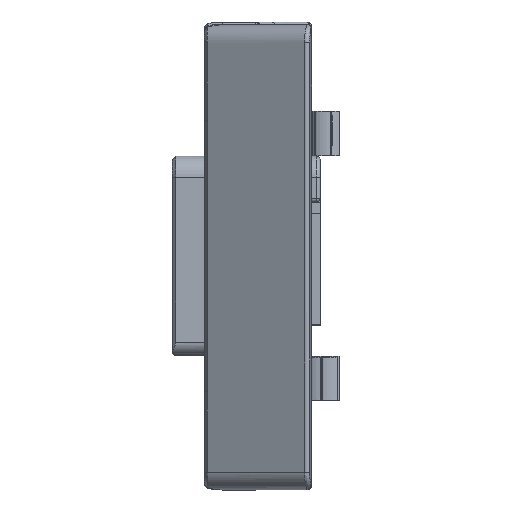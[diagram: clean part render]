
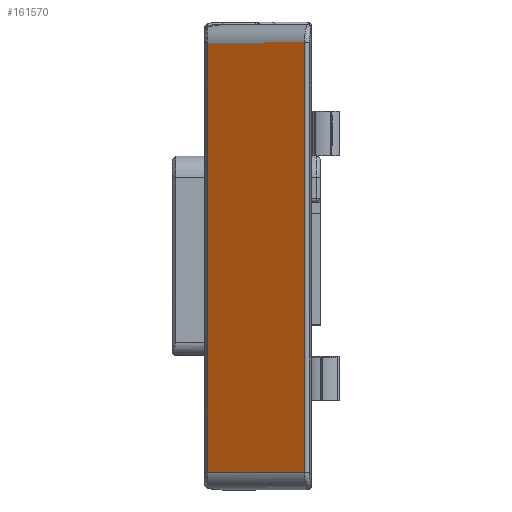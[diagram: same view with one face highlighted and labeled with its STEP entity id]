
A CAD part, top view. The second image highlights one B-rep face of the part: STEP entity #161570.
In plain terms, the highlighted face is planar.
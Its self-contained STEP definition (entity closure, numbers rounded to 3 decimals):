
#136140=CARTESIAN_POINT('',(52.041,303.591,
220.046));
#136150=VERTEX_POINT('',#136140);
#136240=CARTESIAN_POINT('',(52.041,406.477,
220.046));
#136250=VERTEX_POINT('',#136240);
#136280=CARTESIAN_POINT('',(52.041,381.815,
220.046));
#136290=DIRECTION('',(0.,1.,0.));
#136300=VECTOR('',#136290,1.695);
#136310=LINE('',#136280,#136300);
#136320=EDGE_CURVE('',#136150,#136250,#136310,.T.);
#148640=CARTESIAN_POINT('',(75.382,387.235,
206.975));
#148650=VERTEX_POINT('',#148640);
#148820=CARTESIAN_POINT('',(75.382,322.236,
206.975));
#148830=VERTEX_POINT('',#148820);
#148860=CARTESIAN_POINT('',(75.382,381.815,
206.975));
#148870=DIRECTION('',(0.,-1.,0.));
#148880=VECTOR('',#148870,1.695);
#148890=LINE('',#148860,#148880);
#148900=EDGE_CURVE('',#148650,#148830,#148890,.T.);
#154050=CARTESIAN_POINT('',(49.165,303.591,
221.657));
#154060=DIRECTION('',(-0.872,0.,
0.489));
#154070=VECTOR('',#154060,1.695);
#154080=LINE('',#154050,#154070);
#154090=CARTESIAN_POINT('',(75.382,303.591,
206.975));
#154100=VERTEX_POINT('',#154090);
#154110=EDGE_CURVE('',#154100,#136150,#154080,.T.);
#157810=CARTESIAN_POINT('',(75.382,329.27,
206.975));
#157820=DIRECTION('',(0.,-1.,0.));
#157830=VECTOR('',#157820,1.695);
#157840=LINE('',#157810,#157830);
#157850=CARTESIAN_POINT('',(75.382,406.477,
206.975));
#157860=VERTEX_POINT('',#157850);
#157870=EDGE_CURVE('',#157860,#148650,#157840,.T.);
#158440=EDGE_CURVE('',#148830,#154100,#157840,.T.);
#161390=CARTESIAN_POINT('',(50.881,329.27,
220.696));
#161400=DIRECTION('',(-0.489,0.,
-0.872));
#161410=DIRECTION('',(0.872,0.,
-0.489));
#161420=AXIS2_PLACEMENT_3D('',#161390,#161400,#161410);
#161430=PLANE('',#161420);
#161440=CARTESIAN_POINT('',(49.165,406.477,
221.657));
#161450=DIRECTION('',(0.872,0.,
-0.489));
#161460=VECTOR('',#161450,1.695);
#161470=LINE('',#161440,#161460);
#161480=EDGE_CURVE('',#136250,#157860,#161470,.T.);
#161490=ORIENTED_EDGE('',*,*,#161480,.F.);
#161500=ORIENTED_EDGE('',*,*,#157870,.F.);
#161510=ORIENTED_EDGE('',*,*,#148900,.F.);
#161520=ORIENTED_EDGE('',*,*,#158440,.F.);
#161530=ORIENTED_EDGE('',*,*,#154110,.F.);
#161540=ORIENTED_EDGE('',*,*,#136320,.F.);
#161550=EDGE_LOOP('',(#161540,#161530,#161520,#161510,#161500,#161490));
#161560=FACE_OUTER_BOUND('',#161550,.T.);
#161570=ADVANCED_FACE('',(#161560),#161430,.F.);
